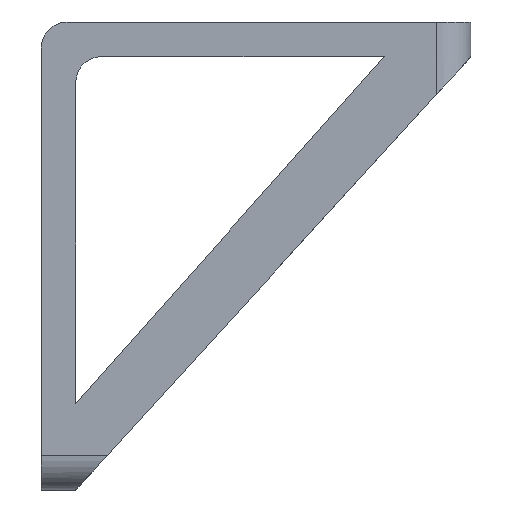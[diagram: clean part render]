
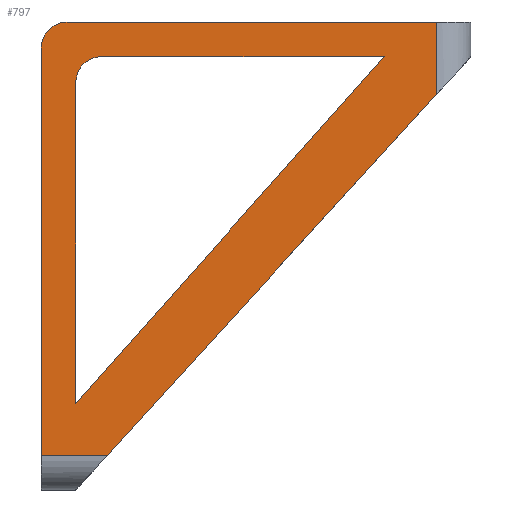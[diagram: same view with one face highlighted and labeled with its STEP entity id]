
A CAD part, left-side view. The second image highlights one B-rep face of the part: STEP entity #797.
In plain terms, the highlighted planar face has unit normal (-1, 0, 0).
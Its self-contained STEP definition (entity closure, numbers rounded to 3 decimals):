
#20=FACE_BOUND('',#117,.T.);
#40=PLANE('',#875);
#71=FACE_OUTER_BOUND('',#116,.T.);
#116=EDGE_LOOP('',(#611,#612,#613,#614,#615,#616));
#117=EDGE_LOOP('',(#617,#618,#619,#620));
#184=LINE('',#1261,#256);
#192=LINE('',#1287,#264);
#194=LINE('',#1293,#266);
#195=LINE('',#1295,#267);
#196=LINE('',#1297,#268);
#197=LINE('',#1300,#269);
#198=LINE('',#1304,#270);
#199=LINE('',#1305,#271);
#256=VECTOR('',#1012,10.);
#264=VECTOR('',#1034,10.);
#266=VECTOR('',#1040,10.);
#267=VECTOR('',#1041,10.);
#268=VECTOR('',#1042,10.);
#269=VECTOR('',#1045,10.);
#270=VECTOR('',#1048,10.);
#271=VECTOR('',#1049,10.);
#320=CIRCLE('',#876,1.5);
#321=CIRCLE('',#877,1.5);
#375=VERTEX_POINT('',#1258);
#376=VERTEX_POINT('',#1260);
#386=VERTEX_POINT('',#1284);
#387=VERTEX_POINT('',#1286);
#389=VERTEX_POINT('',#1292);
#390=VERTEX_POINT('',#1294);
#391=VERTEX_POINT('',#1296);
#392=VERTEX_POINT('',#1298);
#393=VERTEX_POINT('',#1301);
#394=VERTEX_POINT('',#1303);
#462=EDGE_CURVE('',#376,#375,#184,.T.);
#475=EDGE_CURVE('',#386,#387,#192,.T.);
#478=EDGE_CURVE('',#386,#389,#194,.T.);
#479=EDGE_CURVE('',#390,#389,#195,.T.);
#480=EDGE_CURVE('',#390,#391,#196,.T.);
#481=EDGE_CURVE('',#391,#392,#320,.T.);
#482=EDGE_CURVE('',#392,#387,#197,.T.);
#483=EDGE_CURVE('',#375,#393,#321,.T.);
#484=EDGE_CURVE('',#393,#394,#198,.T.);
#485=EDGE_CURVE('',#394,#376,#199,.T.);
#611=ORIENTED_EDGE('',*,*,#475,.F.);
#612=ORIENTED_EDGE('',*,*,#478,.T.);
#613=ORIENTED_EDGE('',*,*,#479,.F.);
#614=ORIENTED_EDGE('',*,*,#480,.T.);
#615=ORIENTED_EDGE('',*,*,#481,.T.);
#616=ORIENTED_EDGE('',*,*,#482,.T.);
#617=ORIENTED_EDGE('',*,*,#483,.T.);
#618=ORIENTED_EDGE('',*,*,#484,.T.);
#619=ORIENTED_EDGE('',*,*,#485,.T.);
#620=ORIENTED_EDGE('',*,*,#462,.T.);
#797=ADVANCED_FACE('',(#71,#20),#40,.T.);
#875=AXIS2_PLACEMENT_3D('',#1291,#1038,#1039);
#876=AXIS2_PLACEMENT_3D('',#1299,#1043,#1044);
#877=AXIS2_PLACEMENT_3D('',#1302,#1046,#1047);
#1012=DIRECTION('',(0.,0.,1.));
#1034=DIRECTION('',(0.,1.,0.));
#1038=DIRECTION('center_axis',(-1.,0.,0.));
#1039=DIRECTION('ref_axis',(0.,0.,1.));
#1040=DIRECTION('',(0.,-0.674,0.739));
#1041=DIRECTION('',(0.,0.,-1.));
#1042=DIRECTION('',(0.,1.,0.));
#1043=DIRECTION('center_axis',(-1.,0.,0.));
#1044=DIRECTION('ref_axis',(0.,0.,1.));
#1045=DIRECTION('',(0.,0.,-1.));
#1046=DIRECTION('center_axis',(1.,0.,0.));
#1047=DIRECTION('ref_axis',(0.,0.,1.));
#1048=DIRECTION('',(0.,-1.,0.));
#1049=DIRECTION('',(0.,0.665,-0.747));
#1258=CARTESIAN_POINT('',(-29.75,-1.,-1.5));
#1260=CARTESIAN_POINT('',(-29.75,-1.,-20.));
#1261=CARTESIAN_POINT('',(-29.75,-1.,-25.));
#1284=CARTESIAN_POINT('',(-29.75,-2.824,-23.));
#1286=CARTESIAN_POINT('',(-29.75,1.,-23.));
#1287=CARTESIAN_POINT('',(-29.75,-5.7,-23.));
#1291=CARTESIAN_POINT('Origin',(-29.75,-11.4,-11.5));
#1292=CARTESIAN_POINT('',(-29.75,-21.8,-2.193));
#1293=CARTESIAN_POINT('',(-29.75,-23.8,0.));
#1294=CARTESIAN_POINT('',(-29.75,-21.8,2.));
#1295=CARTESIAN_POINT('',(-29.75,-21.8,-5.75));
#1296=CARTESIAN_POINT('',(-29.75,-0.5,2.));
#1297=CARTESIAN_POINT('',(-29.75,-23.8,2.));
#1298=CARTESIAN_POINT('',(-29.75,1.,0.5));
#1299=CARTESIAN_POINT('Origin',(-29.75,-0.5,0.5));
#1300=CARTESIAN_POINT('',(-29.75,1.,0.5));
#1301=CARTESIAN_POINT('',(-29.75,-2.5,0.));
#1302=CARTESIAN_POINT('Origin',(-29.75,-2.5,-1.5));
#1303=CARTESIAN_POINT('',(-29.75,-18.8,0.));
#1304=CARTESIAN_POINT('',(-29.75,-2.5,0.));
#1305=CARTESIAN_POINT('',(-29.75,-18.8,0.));
